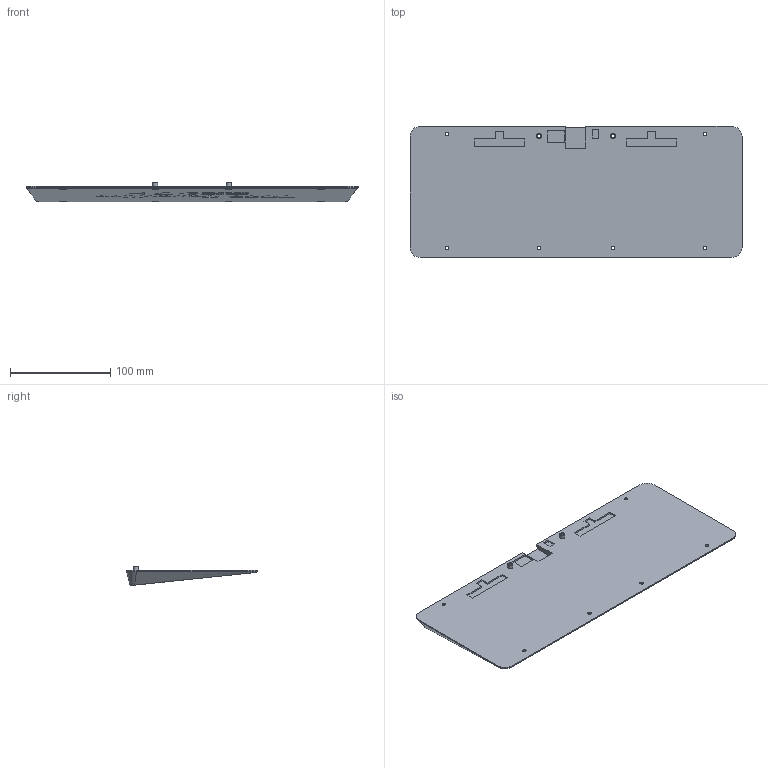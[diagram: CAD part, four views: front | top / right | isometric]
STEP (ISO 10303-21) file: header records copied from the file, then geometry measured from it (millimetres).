
FILE_DESCRIPTION(('FreeCAD Model'),'2;1');
FILE_NAME('Open CASCADE Shape Model','2023-01-02T01:01:36',(''),(''), 'Open CASCADE STEP processor 7.5','FreeCAD','Unknown');
FILE_SCHEMA(('AUTOMOTIVE_DESIGN { 1 0 10303 214 1 1 1 1 }'));
Length unit declared in the file: millimetre
Products named in the file (1): Base
Bounding box: 332 x 131 x 19.22 mm (x, y, z)
Volume: 356763.4 mm3; surface area: 94927.2 mm2
Topology: 1 solids, 1 shells, 599 faces, 1624 edges, 1080 vertices
Faces by surface type: extrusion 383, plane 186, cylinder 22, bspline 8
Full cylindrical faces by diameter (mm): 3.4 x8, 5 x2, 6.1 x8
Entity records: 20502 total; most frequent: CARTESIAN_POINT 6848, ORIENTED_EDGE 3248, DIRECTION 1696, EDGE_CURVE 1624, VECTOR 1182, B_SPLINE_CURVE_WITH_KNOTS 1160, VERTEX_POINT 1080, LINE 799
